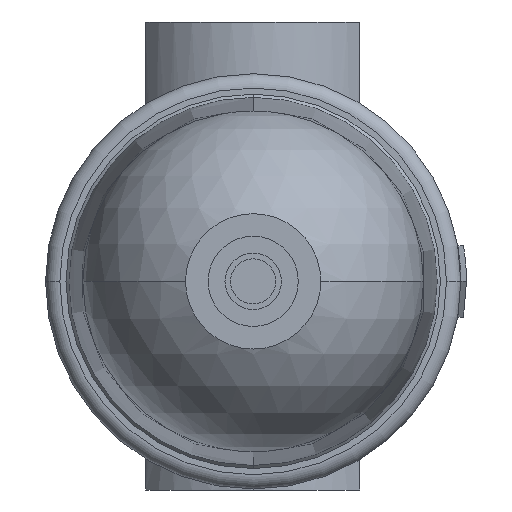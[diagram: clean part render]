
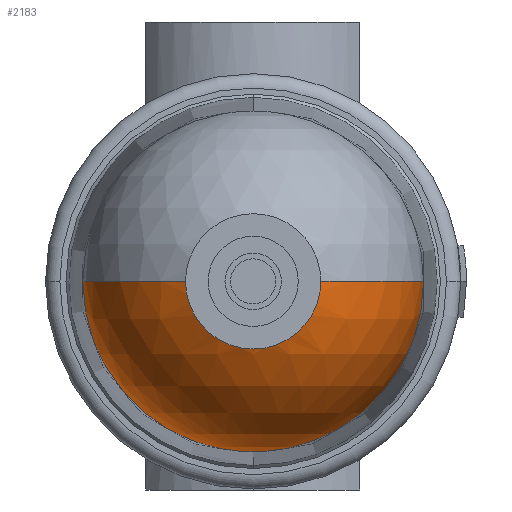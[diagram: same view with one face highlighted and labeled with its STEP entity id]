
A CAD part, front view. The second image highlights one B-rep face of the part: STEP entity #2183.
In plain terms, the highlighted spherical face has radius 15.113 mm.
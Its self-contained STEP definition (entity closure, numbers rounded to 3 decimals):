
#58 = EDGE_CURVE ( 'NONE', #1648, #628, #4423, .T. ) ;
#254 = CIRCLE ( 'NONE', #2006, 6. ) ;
#297 = ORIENTED_EDGE ( 'NONE', *, *, #3671, .F. ) ;
#386 = DIRECTION ( 'NONE',  ( 0., 0., 1. ) ) ;
#483 = DIRECTION ( 'NONE',  ( 0., 0., 1. ) ) ;
#504 = CARTESIAN_POINT ( 'NONE',  ( 0., -59.142, 0. ) ) ;
#576 = EDGE_CURVE ( 'NONE', #3622, #1648, #254, .T. ) ;
#628 = VERTEX_POINT ( 'NONE', #1571 ) ;
#684 = DIRECTION ( 'NONE',  ( 0., 1., 0. ) ) ;
#763 = AXIS2_PLACEMENT_3D ( 'NONE', #1600, #4473, #891 ) ;
#891 = DIRECTION ( 'NONE',  ( 1., 0., 0. ) ) ;
#980 = CARTESIAN_POINT ( 'NONE',  ( 0., -73.013, 0. ) ) ;
#1014 = CIRCLE ( 'NONE', #1403, 15.109 ) ;
#1257 = CARTESIAN_POINT ( 'NONE',  ( 0., -59.508, 0. ) ) ;
#1403 = AXIS2_PLACEMENT_3D ( 'NONE', #2411, #684, #2489 ) ;
#1489 = DIRECTION ( 'NONE',  ( 0., 1., 0. ) ) ;
#1571 = CARTESIAN_POINT ( 'NONE',  ( -15.109, -59.508, 0. ) ) ;
#1600 = CARTESIAN_POINT ( 'NONE',  ( 0., -59.142, 0. ) ) ;
#1647 = SPHERICAL_SURFACE ( 'NONE', #2272, 15.113 ) ;
#1648 = VERTEX_POINT ( 'NONE', #4408 ) ;
#1914 = CARTESIAN_POINT ( 'NONE',  ( 6., -73.013, 0. ) ) ;
#1960 = ORIENTED_EDGE ( 'NONE', *, *, #576, .T. ) ;
#2006 = AXIS2_PLACEMENT_3D ( 'NONE', #980, #3866, #386 ) ;
#2142 = AXIS2_PLACEMENT_3D ( 'NONE', #1257, #1489, #4063 ) ;
#2183 = ADVANCED_FACE ( 'NONE', ( #4425 ), #1647, .T. ) ;
#2272 = AXIS2_PLACEMENT_3D ( 'NONE', #504, #483, #2991 ) ;
#2388 = DIRECTION ( 'NONE',  ( 0., 0., -1. ) ) ;
#2411 = CARTESIAN_POINT ( 'NONE',  ( 0., -59.508, 0. ) ) ;
#2489 = DIRECTION ( 'NONE',  ( 0., 0., 1. ) ) ;
#2537 = EDGE_LOOP ( 'NONE', ( #3962, #1960, #3499, #3090, #297 ) ) ;
#2889 = EDGE_CURVE ( 'NONE', #3622, #3344, #4694, .T. ) ;
#2991 = DIRECTION ( 'NONE',  ( -1., 0., 0. ) ) ;
#3001 = DIRECTION ( 'NONE',  ( -1., 0., 0. ) ) ;
#3090 = ORIENTED_EDGE ( 'NONE', *, *, #4442, .F. ) ;
#3344 = VERTEX_POINT ( 'NONE', #3354 ) ;
#3354 = CARTESIAN_POINT ( 'NONE',  ( 15.109, -59.508, 0. ) ) ;
#3499 = ORIENTED_EDGE ( 'NONE', *, *, #58, .T. ) ;
#3578 = AXIS2_PLACEMENT_3D ( 'NONE', #4549, #2388, #3001 ) ;
#3622 = VERTEX_POINT ( 'NONE', #1914 ) ;
#3671 = EDGE_CURVE ( 'NONE', #3344, #4695, #4405, .T. ) ;
#3866 = DIRECTION ( 'NONE',  ( 0., 1., 0. ) ) ;
#3962 = ORIENTED_EDGE ( 'NONE', *, *, #2889, .F. ) ;
#3974 = CARTESIAN_POINT ( 'NONE',  ( 0., -59.508, -15.109 ) ) ;
#4063 = DIRECTION ( 'NONE',  ( 0., 0., 1. ) ) ;
#4405 = CIRCLE ( 'NONE', #2142, 15.109 ) ;
#4408 = CARTESIAN_POINT ( 'NONE',  ( -6., -73.013, 0. ) ) ;
#4423 = CIRCLE ( 'NONE', #3578, 15.113 ) ;
#4425 = FACE_OUTER_BOUND ( 'NONE', #2537, .T. ) ;
#4442 = EDGE_CURVE ( 'NONE', #4695, #628, #1014, .T. ) ;
#4473 = DIRECTION ( 'NONE',  ( 0., 0., 1. ) ) ;
#4549 = CARTESIAN_POINT ( 'NONE',  ( 0., -59.142, 0. ) ) ;
#4694 = CIRCLE ( 'NONE', #763, 15.113 ) ;
#4695 = VERTEX_POINT ( 'NONE', #3974 ) ;
